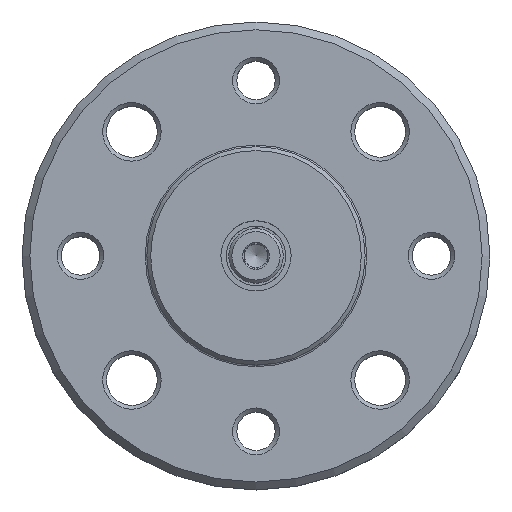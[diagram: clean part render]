
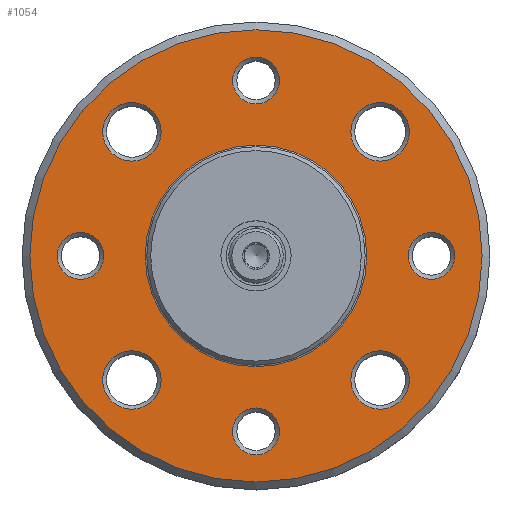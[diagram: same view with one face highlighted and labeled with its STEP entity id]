
A CAD part, top view. The second image highlights one B-rep face of the part: STEP entity #1054.
In plain terms, the highlighted planar face has unit normal (0, 0, 1).
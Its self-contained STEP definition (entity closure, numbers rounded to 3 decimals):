
#103=CIRCLE('',#1182,14.2);
#104=CIRCLE('',#1184,29.);
#105=CIRCLE('',#1185,3.);
#106=CIRCLE('',#1186,3.75);
#107=CIRCLE('',#1187,3.75);
#108=CIRCLE('',#1188,3.75);
#109=CIRCLE('',#1189,3.75);
#110=CIRCLE('',#1190,3.);
#111=CIRCLE('',#1191,3.);
#112=CIRCLE('',#1192,3.);
#210=ORIENTED_EDGE('',*,*,#449,.F.);
#211=ORIENTED_EDGE('',*,*,#450,.F.);
#212=ORIENTED_EDGE('',*,*,#451,.T.);
#213=ORIENTED_EDGE('',*,*,#452,.T.);
#214=ORIENTED_EDGE('',*,*,#453,.T.);
#215=ORIENTED_EDGE('',*,*,#454,.T.);
#216=ORIENTED_EDGE('',*,*,#455,.F.);
#217=ORIENTED_EDGE('',*,*,#448,.T.);
#218=ORIENTED_EDGE('',*,*,#456,.F.);
#219=ORIENTED_EDGE('',*,*,#457,.F.);
#448=EDGE_CURVE('',#567,#567,#103,.T.);
#449=EDGE_CURVE('',#568,#568,#104,.T.);
#450=EDGE_CURVE('',#569,#569,#105,.F.);
#451=EDGE_CURVE('',#570,#570,#106,.T.);
#452=EDGE_CURVE('',#571,#571,#107,.T.);
#453=EDGE_CURVE('',#572,#572,#108,.T.);
#454=EDGE_CURVE('',#573,#573,#109,.T.);
#455=EDGE_CURVE('',#574,#574,#110,.T.);
#456=EDGE_CURVE('',#575,#575,#111,.T.);
#457=EDGE_CURVE('',#576,#576,#112,.T.);
#567=VERTEX_POINT('',#1761);
#568=VERTEX_POINT('',#1764);
#569=VERTEX_POINT('',#1766);
#570=VERTEX_POINT('',#1768);
#571=VERTEX_POINT('',#1770);
#572=VERTEX_POINT('',#1772);
#573=VERTEX_POINT('',#1774);
#574=VERTEX_POINT('',#1776);
#575=VERTEX_POINT('',#1778);
#576=VERTEX_POINT('',#1780);
#725=EDGE_LOOP('',(#210));
#726=EDGE_LOOP('',(#211));
#727=EDGE_LOOP('',(#212));
#728=EDGE_LOOP('',(#213));
#729=EDGE_LOOP('',(#214));
#730=EDGE_LOOP('',(#215));
#731=EDGE_LOOP('',(#216));
#732=EDGE_LOOP('',(#217));
#733=EDGE_LOOP('',(#218));
#734=EDGE_LOOP('',(#219));
#877=FACE_BOUND('',#725,.T.);
#878=FACE_BOUND('',#726,.T.);
#879=FACE_BOUND('',#727,.T.);
#880=FACE_BOUND('',#728,.T.);
#881=FACE_BOUND('',#729,.T.);
#882=FACE_BOUND('',#730,.T.);
#883=FACE_BOUND('',#731,.T.);
#884=FACE_BOUND('',#732,.T.);
#885=FACE_BOUND('',#733,.T.);
#886=FACE_BOUND('',#734,.T.);
#1022=PLANE('',#1183);
#1054=ADVANCED_FACE('',(#877,#878,#879,#880,#881,#882,#883,#884,#885,#886),
#1022,.F.);
#1182=AXIS2_PLACEMENT_3D('',#1760,#1379,#1380);
#1183=AXIS2_PLACEMENT_3D('',#1762,#1381,#1382);
#1184=AXIS2_PLACEMENT_3D('',#1763,#1383,#1384);
#1185=AXIS2_PLACEMENT_3D('',#1765,#1385,#1386);
#1186=AXIS2_PLACEMENT_3D('',#1767,#1387,#1388);
#1187=AXIS2_PLACEMENT_3D('',#1769,#1389,#1390);
#1188=AXIS2_PLACEMENT_3D('',#1771,#1391,#1392);
#1189=AXIS2_PLACEMENT_3D('',#1773,#1393,#1394);
#1190=AXIS2_PLACEMENT_3D('',#1775,#1395,#1396);
#1191=AXIS2_PLACEMENT_3D('',#1777,#1397,#1398);
#1192=AXIS2_PLACEMENT_3D('',#1779,#1399,#1400);
#1379=DIRECTION('',(0.,0.,-1.));
#1380=DIRECTION('',(-1.,0.,0.));
#1381=DIRECTION('',(0.,0.,-1.));
#1382=DIRECTION('',(-1.,0.,0.));
#1383=DIRECTION('',(0.,0.,-1.));
#1384=DIRECTION('',(-1.,0.,0.));
#1385=DIRECTION('',(0.,0.,-1.));
#1386=DIRECTION('',(-1.,0.,0.));
#1387=DIRECTION('',(0.,0.,-1.));
#1388=DIRECTION('',(-1.,0.,0.));
#1389=DIRECTION('',(0.,0.,-1.));
#1390=DIRECTION('',(-1.,0.,0.));
#1391=DIRECTION('',(0.,0.,-1.));
#1392=DIRECTION('',(-1.,0.,0.));
#1393=DIRECTION('',(0.,0.,-1.));
#1394=DIRECTION('',(-1.,0.,0.));
#1395=DIRECTION('',(0.,0.,1.));
#1396=DIRECTION('',(1.,0.,0.));
#1397=DIRECTION('',(0.,0.,1.));
#1398=DIRECTION('',(1.,0.,0.));
#1399=DIRECTION('',(0.,0.,1.));
#1400=DIRECTION('',(1.,0.,0.));
#1760=CARTESIAN_POINT('',(0.,0.,-4.));
#1761=CARTESIAN_POINT('',(-14.2,0.,-4.));
#1762=CARTESIAN_POINT('',(0.,14.2,-4.));
#1763=CARTESIAN_POINT('',(0.,0.,-4.));
#1764=CARTESIAN_POINT('',(-29.,0.,-4.));
#1765=CARTESIAN_POINT('',(0.,22.5,-4.));
#1766=CARTESIAN_POINT('',(-3.,22.5,-4.));
#1767=CARTESIAN_POINT('',(-15.91,15.91,-4.));
#1768=CARTESIAN_POINT('',(-19.66,15.91,-4.));
#1769=CARTESIAN_POINT('',(-15.91,-15.91,-4.));
#1770=CARTESIAN_POINT('',(-19.66,-15.91,-4.));
#1771=CARTESIAN_POINT('',(15.91,-15.91,-4.));
#1772=CARTESIAN_POINT('',(12.16,-15.91,-4.));
#1773=CARTESIAN_POINT('',(15.91,15.91,-4.));
#1774=CARTESIAN_POINT('',(12.16,15.91,-4.));
#1775=CARTESIAN_POINT('',(22.5,0.,-4.));
#1776=CARTESIAN_POINT('',(25.5,0.,-4.));
#1777=CARTESIAN_POINT('',(-22.5,0.,-4.));
#1778=CARTESIAN_POINT('',(-19.5,0.,-4.));
#1779=CARTESIAN_POINT('',(0.,-22.5,-4.));
#1780=CARTESIAN_POINT('',(3.,-22.5,-4.));
